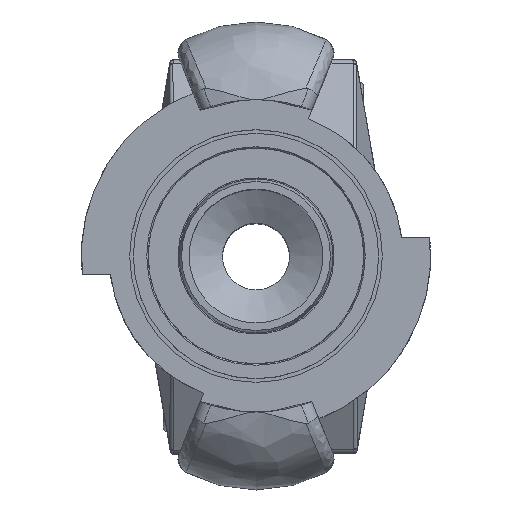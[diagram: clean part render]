
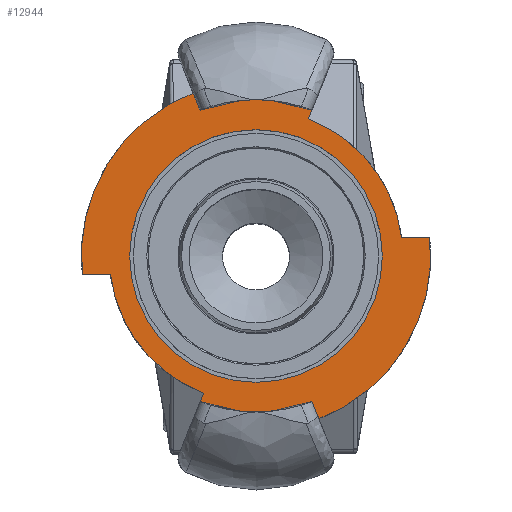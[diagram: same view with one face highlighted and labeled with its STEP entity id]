
A CAD part, top view. The second image highlights one B-rep face of the part: STEP entity #12944.
In plain terms, the highlighted planar face has unit normal (0, 0, 1).
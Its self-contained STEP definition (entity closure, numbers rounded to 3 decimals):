
#1114=FACE_BOUND('',#2367,.T.);
#1185=PLANE('',#13908);
#1511=FACE_OUTER_BOUND('',#2366,.T.);
#2366=EDGE_LOOP('',(#8359,#8360,#8361,#8362,#8363,#8364,#8365,#8366,#8367,
#8368,#8369,#8370));
#2367=EDGE_LOOP('',(#8371));
#3214=LINE('',#18714,#3779);
#3220=LINE('',#18812,#3785);
#3221=LINE('',#18815,#3786);
#3222=LINE('',#18817,#3787);
#3223=LINE('',#18821,#3788);
#3224=LINE('',#18824,#3789);
#3779=VECTOR('',#15463,10.);
#3785=VECTOR('',#15485,10.);
#3786=VECTOR('',#15488,10.);
#3787=VECTOR('',#15489,10.);
#3788=VECTOR('',#15492,10.);
#3789=VECTOR('',#15495,10.);
#4389=CIRCLE('',#13894,17.);
#4391=CIRCLE('',#13898,23.5);
#4394=CIRCLE('',#13904,23.5);
#4397=CIRCLE('',#13909,19.75);
#4398=CIRCLE('',#13910,25.5);
#4399=CIRCLE('',#13911,19.75);
#4400=CIRCLE('',#13912,25.5);
#5059=VERTEX_POINT('',#18654);
#5061=VERTEX_POINT('',#18661);
#5062=VERTEX_POINT('',#18662);
#5069=VERTEX_POINT('',#18712);
#5071=VERTEX_POINT('',#18737);
#5072=VERTEX_POINT('',#18738);
#5080=VERTEX_POINT('',#18809);
#5081=VERTEX_POINT('',#18811);
#5082=VERTEX_POINT('',#18813);
#5083=VERTEX_POINT('',#18816);
#5084=VERTEX_POINT('',#18818);
#5085=VERTEX_POINT('',#18820);
#5086=VERTEX_POINT('',#18822);
#6257=EDGE_CURVE('',#5059,#5059,#4389,.T.);
#6260=EDGE_CURVE('',#5061,#5062,#4391,.T.);
#6269=EDGE_CURVE('',#5062,#5069,#3214,.T.);
#6272=EDGE_CURVE('',#5071,#5072,#4394,.T.);
#6282=EDGE_CURVE('',#5069,#5080,#4397,.T.);
#6283=EDGE_CURVE('',#5081,#5080,#3220,.T.);
#6284=EDGE_CURVE('',#5082,#5081,#4398,.T.);
#6285=EDGE_CURVE('',#5082,#5071,#3221,.T.);
#6286=EDGE_CURVE('',#5083,#5072,#3222,.T.);
#6287=EDGE_CURVE('',#5083,#5084,#4399,.T.);
#6288=EDGE_CURVE('',#5085,#5084,#3223,.T.);
#6289=EDGE_CURVE('',#5086,#5085,#4400,.T.);
#6290=EDGE_CURVE('',#5061,#5086,#3224,.T.);
#8359=ORIENTED_EDGE('',*,*,#6260,.T.);
#8360=ORIENTED_EDGE('',*,*,#6269,.T.);
#8361=ORIENTED_EDGE('',*,*,#6282,.T.);
#8362=ORIENTED_EDGE('',*,*,#6283,.F.);
#8363=ORIENTED_EDGE('',*,*,#6284,.F.);
#8364=ORIENTED_EDGE('',*,*,#6285,.T.);
#8365=ORIENTED_EDGE('',*,*,#6272,.T.);
#8366=ORIENTED_EDGE('',*,*,#6286,.F.);
#8367=ORIENTED_EDGE('',*,*,#6287,.T.);
#8368=ORIENTED_EDGE('',*,*,#6288,.F.);
#8369=ORIENTED_EDGE('',*,*,#6289,.F.);
#8370=ORIENTED_EDGE('',*,*,#6290,.F.);
#8371=ORIENTED_EDGE('',*,*,#6257,.T.);
#12944=ADVANCED_FACE('',(#1511,#1114),#1185,.F.);
#13894=AXIS2_PLACEMENT_3D('',#18655,#15442,#15443);
#13898=AXIS2_PLACEMENT_3D('',#18663,#15451,#15452);
#13904=AXIS2_PLACEMENT_3D('',#18739,#15469,#15470);
#13908=AXIS2_PLACEMENT_3D('',#18808,#15481,#15482);
#13909=AXIS2_PLACEMENT_3D('',#18810,#15483,#15484);
#13910=AXIS2_PLACEMENT_3D('',#18814,#15486,#15487);
#13911=AXIS2_PLACEMENT_3D('',#18819,#15490,#15491);
#13912=AXIS2_PLACEMENT_3D('',#18823,#15493,#15494);
#15442=DIRECTION('center_axis',(0.,0.,
-1.));
#15443=DIRECTION('ref_axis',(0.,-1.,0.));
#15451=DIRECTION('center_axis',(0.,0.,
1.));
#15452=DIRECTION('ref_axis',(0.994,-0.106,0.));
#15463=DIRECTION('',(1.,0.,0.));
#15469=DIRECTION('center_axis',(0.,0.,
1.));
#15470=DIRECTION('ref_axis',(-0.753,0.657,0.));
#15481=DIRECTION('center_axis',(0.,0.,
-1.));
#15482=DIRECTION('ref_axis',(0.,1.,0.));
#15483=DIRECTION('center_axis',(0.,0.,
1.));
#15484=DIRECTION('ref_axis',(0.813,-0.582,0.));
#15485=DIRECTION('',(0.375,0.927,0.));
#15486=DIRECTION('center_axis',(0.,0.,
-1.));
#15487=DIRECTION('ref_axis',(0.,1.,0.));
#15488=DIRECTION('',(-0.375,0.927,0.));
#15489=DIRECTION('',(1.,0.,0.));
#15490=DIRECTION('center_axis',(0.,0.,
1.));
#15491=DIRECTION('ref_axis',(-0.813,-0.582,0.));
#15492=DIRECTION('',(-0.375,-0.927,0.));
#15493=DIRECTION('center_axis',(0.,0.,
-1.));
#15494=DIRECTION('ref_axis',(0.,1.,0.));
#15495=DIRECTION('',(-0.375,0.927,0.));
#18654=CARTESIAN_POINT('',(0.,17.,103.5));
#18655=CARTESIAN_POINT('Origin',(0.,0.,103.5));
#18661=CARTESIAN_POINT('',(-8.458,21.925,103.5));
#18662=CARTESIAN_POINT('',(-23.367,-2.5,103.5));
#18663=CARTESIAN_POINT('Origin',(0.,0.,
103.5));
#18712=CARTESIAN_POINT('',(-19.591,-2.5,103.5));
#18714=CARTESIAN_POINT('',(0.,-2.5,103.5));
#18737=CARTESIAN_POINT('',(8.458,-21.925,103.5));
#18738=CARTESIAN_POINT('',(23.367,2.5,103.5));
#18739=CARTESIAN_POINT('Origin',(0.,0.,
103.5));
#18808=CARTESIAN_POINT('Origin',(0.,0.,103.5));
#18809=CARTESIAN_POINT('',(-7.05,-18.449,103.5));
#18810=CARTESIAN_POINT('Origin',(0.,0.,
103.5));
#18811=CARTESIAN_POINT('',(-9.209,-23.779,103.5));
#18812=CARTESIAN_POINT('',(-5.319,-14.175,103.5));
#18813=CARTESIAN_POINT('',(9.209,-23.779,103.5));
#18814=CARTESIAN_POINT('Origin',(0.,0.,103.5));
#18815=CARTESIAN_POINT('',(5.319,-14.175,103.5));
#18816=CARTESIAN_POINT('',(19.591,2.5,103.5));
#18817=CARTESIAN_POINT('',(0.,2.5,103.5));
#18818=CARTESIAN_POINT('',(7.05,18.449,103.5));
#18819=CARTESIAN_POINT('Origin',(0.,0.,
103.5));
#18820=CARTESIAN_POINT('',(9.209,23.779,103.5));
#18821=CARTESIAN_POINT('',(5.319,14.175,103.5));
#18822=CARTESIAN_POINT('',(-9.209,23.779,103.5));
#18823=CARTESIAN_POINT('Origin',(0.,0.,103.5));
#18824=CARTESIAN_POINT('',(-5.319,14.175,103.5));
